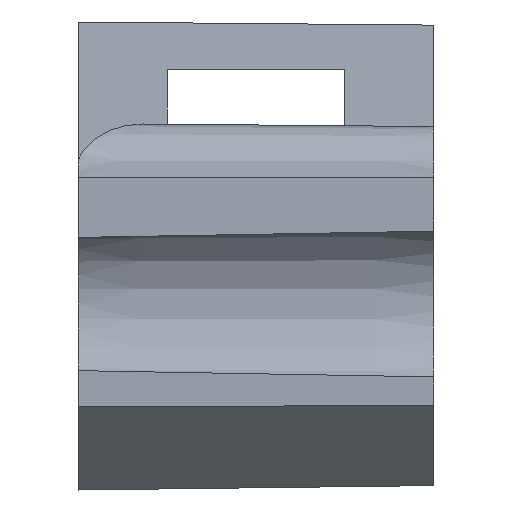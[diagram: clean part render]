
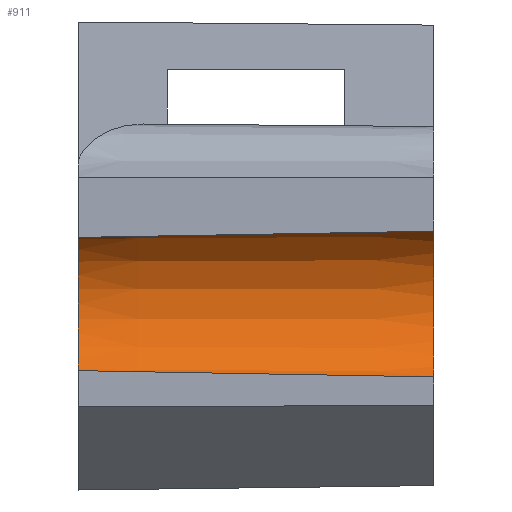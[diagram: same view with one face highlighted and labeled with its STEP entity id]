
A CAD part, left-side view. The second image highlights one B-rep face of the part: STEP entity #911.
In plain terms, the highlighted conical face has half-angle 0.5 degrees and reference radius 3.5 mm.
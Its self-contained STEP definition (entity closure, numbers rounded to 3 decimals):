
#324=CARTESIAN_POINT('',(-22.5,0.0,-8.128));
#325=VERTEX_POINT('',#324);
#332=CARTESIAN_POINT('',(-22.5,0.0,-13.872));
#333=VERTEX_POINT('',#332);
#334=CARTESIAN_POINT('',(-20.5,0.0,-11.0));
#335=DIRECTION('',(0.0,1.0,0.0));
#336=DIRECTION('',(-0.571,0.0,0.821));
#337=AXIS2_PLACEMENT_3D('',#334,#335,#336);
#338=CIRCLE('',#337,3.5);
#339=EDGE_CURVE('',#325,#333,#338,.T.);
#743=CARTESIAN_POINT('',(-22.622,14.,-8.372));
#744=VERTEX_POINT('',#743);
#751=CARTESIAN_POINT('',(-22.622,14.,-8.372));
#752=CARTESIAN_POINT('',(-22.564,7.311,-8.25));
#753=CARTESIAN_POINT('',(-22.5,0.,-8.128));
#754=B_SPLINE_CURVE_WITH_KNOTS('',2,(#751,#752,#753),.UNSPECIFIED.,.F.,.U.,(3,3),(138.136,140.751),.UNSPECIFIED.);
#755=EDGE_CURVE('',#325,#744,#754,.F.);
#887=CARTESIAN_POINT('',(-20.5,0.0,-11.0));
#888=DIRECTION('',(0.0,-1.0,0.0));
#889=DIRECTION('',(-0.571,0.0,0.821));
#890=AXIS2_PLACEMENT_3D('',#887,#888,#889);
#891=CONICAL_SURFACE('',#890,3.5,0.5);
#892=ORIENTED_EDGE('',*,*,#339,.F.);
#893=ORIENTED_EDGE('',*,*,#755,.T.);
#894=CARTESIAN_POINT('',(-22.622,14.,-13.628));
#895=VERTEX_POINT('',#894);
#896=CARTESIAN_POINT('',(-20.5,14.,-11.0));
#897=DIRECTION('',(0.0,1.0,0.0));
#898=DIRECTION('',(-0.571,0.0,0.821));
#899=AXIS2_PLACEMENT_3D('',#896,#897,#898);
#900=CIRCLE('',#899,3.378);
#901=EDGE_CURVE('',#895,#744,#900,.F.);
#902=ORIENTED_EDGE('',*,*,#901,.F.);
#903=CARTESIAN_POINT('',(-22.5,0.,-13.872));
#904=CARTESIAN_POINT('',(-22.564,7.311,-13.75));
#905=CARTESIAN_POINT('',(-22.622,14.,-13.628));
#906=B_SPLINE_CURVE_WITH_KNOTS('',2,(#903,#904,#905),.UNSPECIFIED.,.F.,.U.,(3,3),(79.255,81.871),.UNSPECIFIED.);
#907=EDGE_CURVE('',#333,#895,#906,.T.);
#908=ORIENTED_EDGE('',*,*,#907,.F.);
#909=EDGE_LOOP('',(#892,#893,#902,#908));
#910=FACE_OUTER_BOUND('',#909,.T.);
#911=ADVANCED_FACE('',(#910),#891,.F.);
